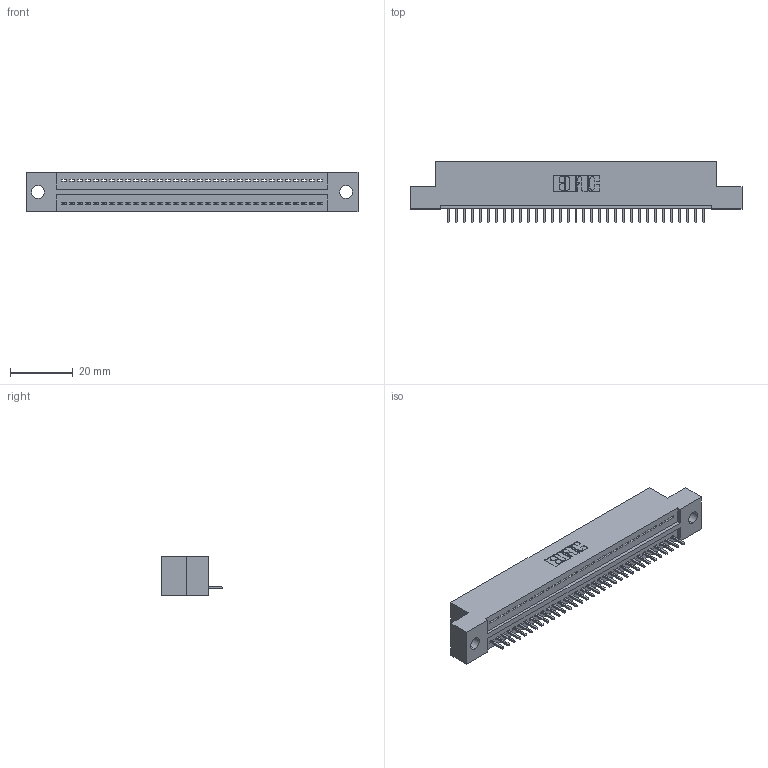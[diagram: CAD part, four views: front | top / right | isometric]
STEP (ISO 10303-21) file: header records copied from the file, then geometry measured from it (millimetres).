
FILE_DESCRIPTION (( 'STEP AP203' ), '1' );
FILE_NAME ('325-033-520-109.STEP', '2020-02-24T19:49:39', ( '' ), ( '' ), 'SwSTEP 2.0', 'SolidWorks 2016', '' );
FILE_SCHEMA (( 'CONFIG_CONTROL_DESIGN' ));
Length unit declared in the file: inch
Products named in the file (3): 325-292-001_325-293-120; 325 Part_.160 TH; 325-033-520-109
Assembly tree (34 placements, depth 2):
  325-033-520-109
    325 Part_.160 TH
    325-292-001_325-293-120  x33
Bounding box: 105.54 x 19.68 x 12.45 mm (x, y, z)
Volume: 13011.1 mm3; surface area: 13610.7 mm2
Topology: 34 solids, 34 shells, 2028 faces, 6119 edges, 4034 vertices
Faces by surface type: plane 1456, cylinder 572
Entity records: 21359 total; most frequent: CARTESIAN_POINT 3693, ORIENTED_EDGE 3662, DIRECTION 3133, EDGE_CURVE 1831, VECTOR 1703, LINE 1703, VERTEX_POINT 1218, AXIS2_PLACEMENT_3D 715
